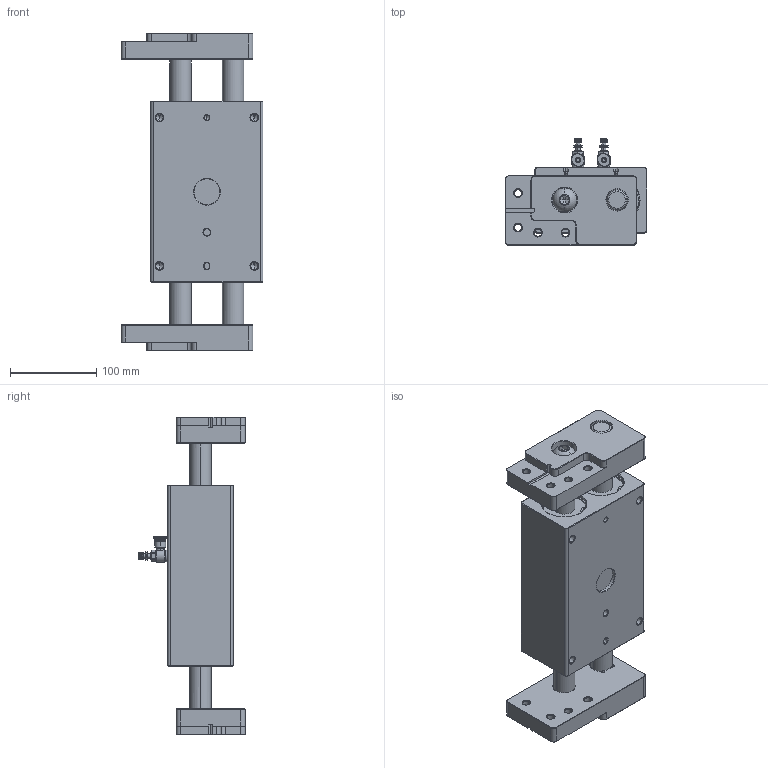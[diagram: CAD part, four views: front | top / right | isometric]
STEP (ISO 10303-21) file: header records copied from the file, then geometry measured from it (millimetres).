
FILE_DESCRIPTION (( 'STEP AP203' ), '1' );
FILE_NAME ('FY-AF10-50-STP.STEP', '2025-10-31T02:50:06', ( 'User' ), ( 'Microsoft' ), 'SwSTEP 2.0', 'SolidWorks 2015', '' );
FILE_SCHEMA (( 'CONFIG_CONTROL_DESIGN' ));
Length unit declared in the file: millimetre
Products named in the file (24): FOYOT厙硊; 棠俶羲壽4.0X26; circlips for holes--type a gb_GB_CONNECTING_PIECE_RING_RRH 47; FY10-50-忒硌假蚾啣-BSTP; 钢球4; FY-A10-50褲极喘沭BSTP; FY10-50-忒硌假蚾啣-A; FY-A10-50褲极喘沭ASTP; FYAF10-50-傷裔STP; FY-AF10-50-STP; hexagon socket button head screws gb_GB_SOCKET_TYPE7 M16X45-N; circlips for hole--type b gb_GB_CONNECTING_PIECE_RINGS_CHB 52; FY-JGZ 125-1-SADLOGO; 6X6润滑脂嘴体; FY-A10-50褲极STP; 本公司二维码-梵煜2; 3.2; deep groove ball bearings gb_Rolling bearings 6005 GB 276-94; 陔遴LOGO齪郪磁; 6X6润滑脂总成; deep groove ball bearings gb_Rolling bearings 6004 GB 276-94; FY-AF10-50倰瘍; ァ奪諉芛G18; FY10-50-肮祭喘謫
Assembly tree (31 placements, depth 3):
  FY-AF10-50-STP
    FY-A10-50褲极STP
    deep groove ball bearings gb_Rolling bearings 6005 GB 276-94
    deep groove ball bearings gb_Rolling bearings 6004 GB 276-94
    FY10-50-肮祭喘謫
    circlips for holes--type a gb_GB_CONNECTING_PIECE_RING_RRH 47
    FY-A10-50褲极喘沭BSTP
    FYAF10-50-傷裔STP  x2
    circlips for hole--type b gb_GB_CONNECTING_PIECE_RINGS_CHB 52  x2
    6X6润滑脂总成
      6X6润滑脂嘴体
      3.2
    ァ奪諉芛G18  x2
    棠俶羲壽4.0X26  x2
    钢球4  x4
    FY-A10-50褲极喘沭ASTP
    hexagon socket button head screws gb_GB_SOCKET_TYPE7 M16X45-N  x2
    陔遴LOGO齪郪磁
      FY-JGZ 125-1-SADLOGO
      本公司二维码-梵煜2
    FY-AF10-50倰瘍
    FOYOT厙硊
    FY10-50-忒硌假蚾啣-BSTP
    FY10-50-忒硌假蚾啣-A
Bounding box: 164.5 x 123.35 x 368.5 mm (x, y, z)
Volume: 2760641.5 mm3; surface area: 364163.3 mm2
Topology: 39 solids, 51 shells, 3367 faces, 9148 edges, 5891 vertices
Faces by surface type: plane 1762, cylinder 544, bspline 439, cone 378, torus 160, sphere 84
Entity records: 112278 total; most frequent: CARTESIAN_POINT 44300, ORIENTED_EDGE 14476, DIRECTION 12032, EDGE_CURVE 7238, VERTEX_POINT 4696, VECTOR 4296, LINE 4296, AXIS2_PLACEMENT_3D 3868
